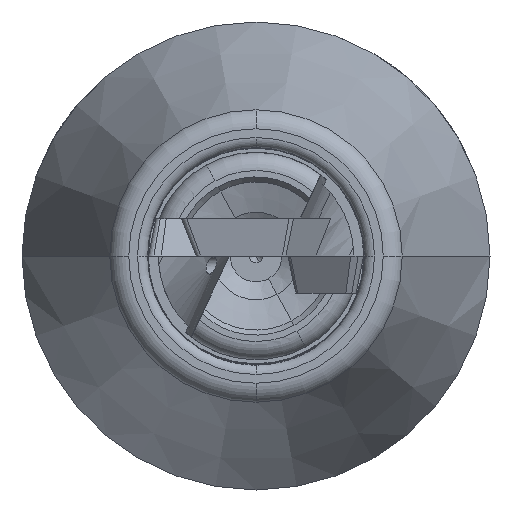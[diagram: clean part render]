
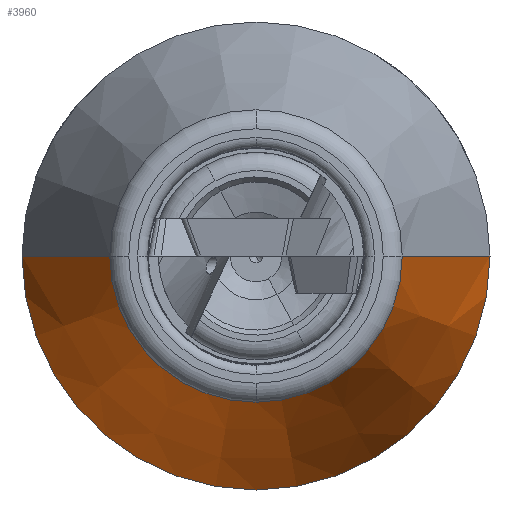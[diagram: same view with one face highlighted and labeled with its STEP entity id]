
A CAD part, front view. The second image highlights one B-rep face of the part: STEP entity #3960.
In plain terms, the highlighted conical face has half-angle 19.892 degrees and reference radius 27.875 mm.
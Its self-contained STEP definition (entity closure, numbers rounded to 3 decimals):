
#3455=CARTESIAN_POINT('',(22.,0.,-34.75));
#3456=VERTEX_POINT('',#3455);
#3463=CARTESIAN_POINT('',(22.,-0.,34.75));
#3464=VERTEX_POINT('',#3463);
#3465=CARTESIAN_POINT('',(22.,0.,0.));
#3466=DIRECTION('',(-1.,0.,0.));
#3467=DIRECTION('',(0.,0.,-1.));
#3468=AXIS2_PLACEMENT_3D('',#3465,#3466,#3467);
#3469=CIRCLE('',#3468,34.75);
#3470=EDGE_CURVE('',#3456,#3464,#3469,.T.);
#3903=CARTESIAN_POINT('',(58.021,-0.,-21.716));
#3904=VERTEX_POINT('',#3903);
#3922=CARTESIAN_POINT('',(41.,0.,0.));
#3923=DIRECTION('',(-1.,0.,0.));
#3924=DIRECTION('',(0.,0.,-1.));
#3925=AXIS2_PLACEMENT_3D('',#3922,#3923,#3924);
#3926=CONICAL_SURFACE('',#3925,27.875,19.892);
#3927=CARTESIAN_POINT('',(22.,0.,-34.75));
#3928=DIRECTION('',(0.94,-0.,0.34));
#3929=VECTOR('',#3928,38.306);
#3930=LINE('',#3927,#3929);
#3931=EDGE_CURVE('',#3456,#3904,#3930,.T.);
#3932=ORIENTED_EDGE('',*,*,#3931,.T.);
#3933=CARTESIAN_POINT('',(58.021,-21.716,-0.));
#3934=VERTEX_POINT('',#3933);
#3935=CARTESIAN_POINT('',(58.021,0.,0.));
#3936=DIRECTION('',(1.,0.,-0.));
#3937=DIRECTION('',(0.,0.,1.));
#3938=AXIS2_PLACEMENT_3D('',#3935,#3936,#3937);
#3939=CIRCLE('',#3938,21.716);
#3940=EDGE_CURVE('',#3934,#3904,#3939,.T.);
#3941=ORIENTED_EDGE('',*,*,#3940,.F.);
#3942=CARTESIAN_POINT('',(58.021,0.,21.716));
#3943=VERTEX_POINT('',#3942);
#3944=CARTESIAN_POINT('',(58.021,0.,0.));
#3945=DIRECTION('',(1.,0.,-0.));
#3946=DIRECTION('',(0.,0.,1.));
#3947=AXIS2_PLACEMENT_3D('',#3944,#3945,#3946);
#3948=CIRCLE('',#3947,21.716);
#3949=EDGE_CURVE('',#3943,#3934,#3948,.T.);
#3950=ORIENTED_EDGE('',*,*,#3949,.F.);
#3951=CARTESIAN_POINT('',(58.021,0.,21.716));
#3952=DIRECTION('',(-0.94,-0.,0.34));
#3953=VECTOR('',#3952,38.306);
#3954=LINE('',#3951,#3953);
#3955=EDGE_CURVE('',#3943,#3464,#3954,.T.);
#3956=ORIENTED_EDGE('',*,*,#3955,.T.);
#3957=ORIENTED_EDGE('',*,*,#3470,.F.);
#3958=EDGE_LOOP('',(#3932,#3941,#3950,#3956,#3957));
#3959=FACE_BOUND('',#3958,.T.);
#3960=ADVANCED_FACE('',(#3959),#3926,.T.);
